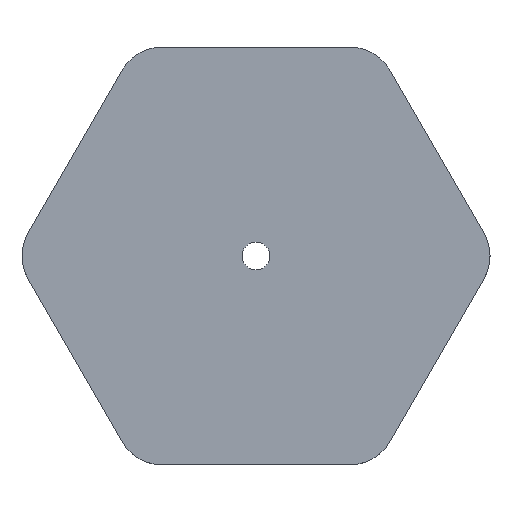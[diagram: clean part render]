
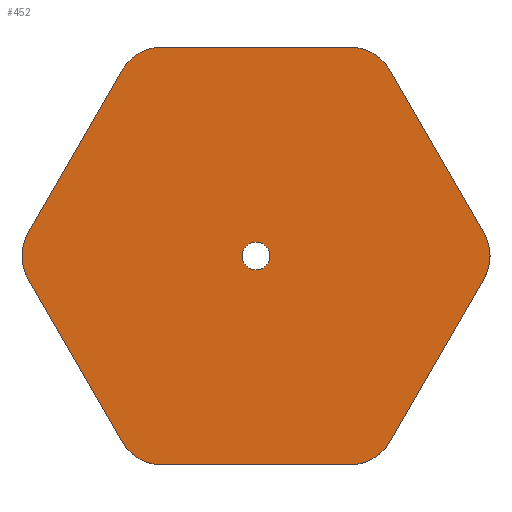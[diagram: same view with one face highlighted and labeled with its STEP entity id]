
A CAD part, top view. The second image highlights one B-rep face of the part: STEP entity #452.
In plain terms, the highlighted planar face has unit normal (0, 0, 1).
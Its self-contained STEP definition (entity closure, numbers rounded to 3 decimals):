
#4 = DIRECTION ( 'NONE',  ( 1., 0., 0. ) ) ;
#5 = CARTESIAN_POINT ( 'NONE',  ( 51.962, 0., 12. ) ) ;
#9 = DIRECTION ( 'NONE',  ( -0.5, -0.866, 0. ) ) ;
#10 = CIRCLE ( 'NONE', #255, 3. ) ;
#12 = DIRECTION ( 'NONE',  ( 0., 0., 1. ) ) ;
#15 = ORIENTED_EDGE ( 'NONE', *, *, #379, .T. ) ;
#21 = CARTESIAN_POINT ( 'NONE',  ( -50.415, 0., 12. ) ) ;
#24 = DIRECTION ( 'NONE',  ( 1., 0., 0. ) ) ;
#32 = DIRECTION ( 'NONE',  ( 1., 0., 0. ) ) ;
#33 = CARTESIAN_POINT ( 'NONE',  ( 20.207, -45., 12. ) ) ;
#34 = DIRECTION ( 'NONE',  ( 0., 0., 1. ) ) ;
#35 = CARTESIAN_POINT ( 'NONE',  ( -40.415, 0., 12. ) ) ;
#37 = PLANE ( 'NONE',  #211 ) ;
#56 = DIRECTION ( 'NONE',  ( 1., 0., 0. ) ) ;
#61 = CARTESIAN_POINT ( 'NONE',  ( -49.075, -5., 12. ) ) ;
#64 = CARTESIAN_POINT ( 'NONE',  ( 0., 0., 12. ) ) ;
#84 = CARTESIAN_POINT ( 'NONE',  ( 28.868, -40., 12. ) ) ;
#119 = CARTESIAN_POINT ( 'NONE',  ( -49.075, 5., 12. ) ) ;
#121 = CARTESIAN_POINT ( 'NONE',  ( -28.868, -40., 12. ) ) ;
#128 = CIRCLE ( 'NONE', #186, 3. ) ;
#130 = VECTOR ( 'NONE', #479, 1000. ) ;
#131 = CARTESIAN_POINT ( 'NONE',  ( 49.075, -5., 12. ) ) ;
#135 = CARTESIAN_POINT ( 'NONE',  ( 25.981, -45., 12. ) ) ;
#138 = CARTESIAN_POINT ( 'NONE',  ( -20.207, -35., 12. ) ) ;
#141 = CARTESIAN_POINT ( 'NONE',  ( -20.207, 35., 12. ) ) ;
#143 = CIRCLE ( 'NONE', #204, 10. ) ;
#144 = CIRCLE ( 'NONE', #207, 10. ) ;
#145 = CARTESIAN_POINT ( 'NONE',  ( -20.207, -45., 12. ) ) ;
#150 = CARTESIAN_POINT ( 'NONE',  ( 25.981, 45., 12. ) ) ;
#152 = VECTOR ( 'NONE', #478, 1000. ) ;
#155 = CIRCLE ( 'NONE', #291, 10. ) ;
#156 = LINE ( 'NONE', #150, #130 ) ;
#160 = VECTOR ( 'NONE', #170, 1000. ) ;
#162 = LINE ( 'NONE', #5, #152 ) ;
#163 = CARTESIAN_POINT ( 'NONE',  ( 49.075, 5., 12. ) ) ;
#167 = CIRCLE ( 'NONE', #215, 10. ) ;
#168 = FACE_OUTER_BOUND ( 'NONE', #231, .T. ) ;
#170 = DIRECTION ( 'NONE',  ( 0.5, 0.866, 0. ) ) ;
#175 = FACE_BOUND ( 'NONE', #541, .T. ) ;
#176 = VECTOR ( 'NONE', #394, 1000. ) ;
#177 = LINE ( 'NONE', #135, #160 ) ;
#179 = CIRCLE ( 'NONE', #227, 10. ) ;
#181 = VECTOR ( 'NONE', #487, 1000. ) ;
#186 = AXIS2_PLACEMENT_3D ( 'NONE', #423, #547, #56 ) ;
#188 = DIRECTION ( 'NONE',  ( 1., 0., 0. ) ) ;
#190 = DIRECTION ( 'NONE',  ( 0., 0., 1. ) ) ;
#193 = DIRECTION ( 'NONE',  ( 0., 0., 1. ) ) ;
#194 = CARTESIAN_POINT ( 'NONE',  ( 20.207, -35., 12. ) ) ;
#195 = LINE ( 'NONE', #445, #176 ) ;
#196 = CIRCLE ( 'NONE', #239, 10. ) ;
#198 = CIRCLE ( 'NONE', #249, 10. ) ;
#199 = VECTOR ( 'NONE', #9, 1000. ) ;
#201 = DIRECTION ( 'NONE',  ( 1., 0., 0. ) ) ;
#202 = LINE ( 'NONE', #387, #181 ) ;
#204 = AXIS2_PLACEMENT_3D ( 'NONE', #236, #242, #188 ) ;
#207 = AXIS2_PLACEMENT_3D ( 'NONE', #141, #12, #571 ) ;
#211 = AXIS2_PLACEMENT_3D ( 'NONE', #447, #553, #302 ) ;
#215 = AXIS2_PLACEMENT_3D ( 'NONE', #493, #350, #24 ) ;
#222 = CARTESIAN_POINT ( 'NONE',  ( 28.868, 40., 12. ) ) ;
#227 = AXIS2_PLACEMENT_3D ( 'NONE', #194, #566, #388 ) ;
#231 = EDGE_LOOP ( 'NONE', ( #438, #245, #15, #404, #565, #510, #458, #432, #306, #412, #542, #422, #448 ) ) ;
#236 = CARTESIAN_POINT ( 'NONE',  ( 20.207, 35., 12. ) ) ;
#237 = CARTESIAN_POINT ( 'NONE',  ( -3., 0., 12. ) ) ;
#239 = AXIS2_PLACEMENT_3D ( 'NONE', #138, #193, #201 ) ;
#242 = DIRECTION ( 'NONE',  ( 0., 0., 1. ) ) ;
#245 = ORIENTED_EDGE ( 'NONE', *, *, #429, .T. ) ;
#249 = AXIS2_PLACEMENT_3D ( 'NONE', #250, #190, #530 ) ;
#250 = CARTESIAN_POINT ( 'NONE',  ( -40.415, 0., 12. ) ) ;
#255 = AXIS2_PLACEMENT_3D ( 'NONE', #64, #373, #4 ) ;
#291 = AXIS2_PLACEMENT_3D ( 'NONE', #35, #34, #32 ) ;
#302 = DIRECTION ( 'NONE',  ( 1., 0., 0. ) ) ;
#306 = ORIENTED_EDGE ( 'NONE', *, *, #468, .T. ) ;
#313 = VERTEX_POINT ( 'NONE', #163 ) ;
#327 = VERTEX_POINT ( 'NONE', #145 ) ;
#336 = VERTEX_POINT ( 'NONE', #121 ) ;
#347 = VERTEX_POINT ( 'NONE', #131 ) ;
#350 = DIRECTION ( 'NONE',  ( 0., 0., 1. ) ) ;
#373 = DIRECTION ( 'NONE',  ( 0., 0., 1. ) ) ;
#379 = EDGE_CURVE ( 'NONE', #508, #418, #155, .T. ) ;
#387 = CARTESIAN_POINT ( 'NONE',  ( -51.962, 0., 12. ) ) ;
#388 = DIRECTION ( 'NONE',  ( 1., 0., 0. ) ) ;
#392 = CARTESIAN_POINT ( 'NONE',  ( -28.868, 40., 12. ) ) ;
#394 = DIRECTION ( 'NONE',  ( 1., 0., 0. ) ) ;
#403 = ORIENTED_EDGE ( 'NONE', *, *, #492, .F. ) ;
#404 = ORIENTED_EDGE ( 'NONE', *, *, #433, .T. ) ;
#406 = EDGE_CURVE ( 'NONE', #548, #536, #10, .T. ) ;
#411 = VERTEX_POINT ( 'NONE', #222 ) ;
#412 = ORIENTED_EDGE ( 'NONE', *, *, #472, .T. ) ;
#414 = VERTEX_POINT ( 'NONE', #392 ) ;
#415 = VERTEX_POINT ( 'NONE', #569 ) ;
#418 = VERTEX_POINT ( 'NONE', #61 ) ;
#421 = VERTEX_POINT ( 'NONE', #84 ) ;
#422 = ORIENTED_EDGE ( 'NONE', *, *, #489, .T. ) ;
#423 = CARTESIAN_POINT ( 'NONE',  ( 0., 0., 12. ) ) ;
#428 = EDGE_CURVE ( 'NONE', #414, #495, #477, .T. ) ;
#429 = EDGE_CURVE ( 'NONE', #495, #508, #198, .T. ) ;
#432 = ORIENTED_EDGE ( 'NONE', *, *, #465, .T. ) ;
#433 = EDGE_CURVE ( 'NONE', #418, #336, #202, .T. ) ;
#434 = EDGE_CURVE ( 'NONE', #336, #327, #196, .T. ) ;
#438 = ORIENTED_EDGE ( 'NONE', *, *, #428, .T. ) ;
#440 = EDGE_CURVE ( 'NONE', #327, #527, #195, .T. ) ;
#441 = EDGE_CURVE ( 'NONE', #527, #421, #179, .T. ) ;
#445 = CARTESIAN_POINT ( 'NONE',  ( -25.981, -45., 12. ) ) ;
#447 = CARTESIAN_POINT ( 'NONE',  ( 0., 0., 12. ) ) ;
#448 = ORIENTED_EDGE ( 'NONE', *, *, #491, .T. ) ;
#452 = ADVANCED_FACE ( 'NONE', ( #168, #175 ), #37, .T. ) ;
#458 = ORIENTED_EDGE ( 'NONE', *, *, #441, .T. ) ;
#465 = EDGE_CURVE ( 'NONE', #421, #347, #177, .T. ) ;
#468 = EDGE_CURVE ( 'NONE', #347, #313, #167, .T. ) ;
#472 = EDGE_CURVE ( 'NONE', #313, #411, #162, .T. ) ;
#477 = LINE ( 'NONE', #484, #199 ) ;
#478 = DIRECTION ( 'NONE',  ( -0.5, 0.866, 0. ) ) ;
#479 = DIRECTION ( 'NONE',  ( -1., 0., 0. ) ) ;
#480 = EDGE_CURVE ( 'NONE', #411, #499, #143, .T. ) ;
#484 = CARTESIAN_POINT ( 'NONE',  ( -25.981, 45., 12. ) ) ;
#487 = DIRECTION ( 'NONE',  ( 0.5, -0.866, 0. ) ) ;
#489 = EDGE_CURVE ( 'NONE', #499, #415, #156, .T. ) ;
#491 = EDGE_CURVE ( 'NONE', #415, #414, #144, .T. ) ;
#492 = EDGE_CURVE ( 'NONE', #536, #548, #128, .T. ) ;
#493 = CARTESIAN_POINT ( 'NONE',  ( 40.415, 0., 12. ) ) ;
#495 = VERTEX_POINT ( 'NONE', #119 ) ;
#497 = CARTESIAN_POINT ( 'NONE',  ( 20.207, 45., 12. ) ) ;
#499 = VERTEX_POINT ( 'NONE', #497 ) ;
#508 = VERTEX_POINT ( 'NONE', #21 ) ;
#510 = ORIENTED_EDGE ( 'NONE', *, *, #440, .T. ) ;
#527 = VERTEX_POINT ( 'NONE', #33 ) ;
#530 = DIRECTION ( 'NONE',  ( 1., 0., 0. ) ) ;
#534 = CARTESIAN_POINT ( 'NONE',  ( 3., 0., 12. ) ) ;
#536 = VERTEX_POINT ( 'NONE', #534 ) ;
#538 = ORIENTED_EDGE ( 'NONE', *, *, #406, .F. ) ;
#541 = EDGE_LOOP ( 'NONE', ( #538, #403 ) ) ;
#542 = ORIENTED_EDGE ( 'NONE', *, *, #480, .T. ) ;
#547 = DIRECTION ( 'NONE',  ( 0., 0., 1. ) ) ;
#548 = VERTEX_POINT ( 'NONE', #237 ) ;
#553 = DIRECTION ( 'NONE',  ( 0., 0., 1. ) ) ;
#565 = ORIENTED_EDGE ( 'NONE', *, *, #434, .T. ) ;
#566 = DIRECTION ( 'NONE',  ( 0., 0., 1. ) ) ;
#569 = CARTESIAN_POINT ( 'NONE',  ( -20.207, 45., 12. ) ) ;
#571 = DIRECTION ( 'NONE',  ( 1., 0., 0. ) ) ;
